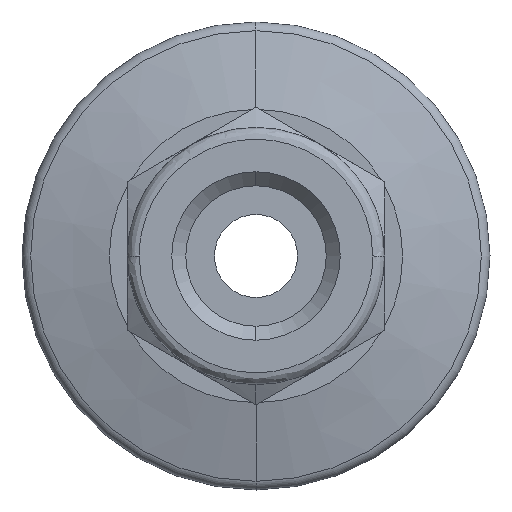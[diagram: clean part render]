
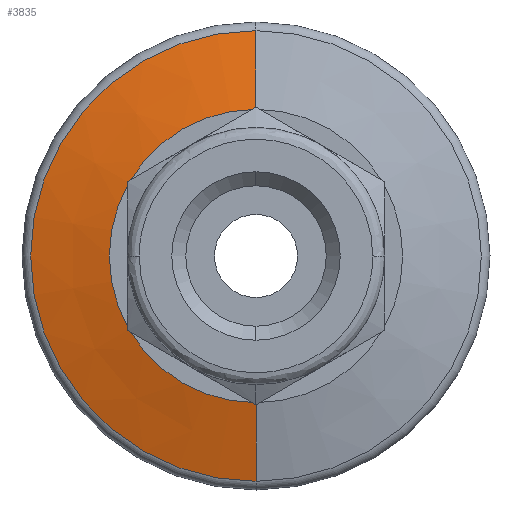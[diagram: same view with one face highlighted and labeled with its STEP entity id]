
A CAD part, left-side view. The second image highlights one B-rep face of the part: STEP entity #3835.
In plain terms, the highlighted conical face has half-angle 75 degrees and reference radius 12.535 mm.
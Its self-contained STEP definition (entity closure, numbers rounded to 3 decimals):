
#106 = VECTOR ( 'NONE', #669, 1000. ) ;
#280 = ORIENTED_EDGE ( 'NONE', *, *, #3367, .T. ) ;
#543 = ORIENTED_EDGE ( 'NONE', *, *, #3100, .F. ) ;
#558 = CARTESIAN_POINT ( 'NONE',  ( 1.802, 0., 0. ) ) ;
#578 = FACE_OUTER_BOUND ( 'NONE', #3149, .T. ) ;
#669 = DIRECTION ( 'NONE',  ( 0.259, 0., -0.966 ) ) ;
#856 = DIRECTION ( 'NONE',  ( 0., 0., -1. ) ) ;
#933 = CARTESIAN_POINT ( 'NONE',  ( 0., 0., -12.535 ) ) ;
#947 = LINE ( 'NONE', #933, #106 ) ;
#1104 = CARTESIAN_POINT ( 'NONE',  ( 0., 0., -12.535 ) ) ;
#1248 = DIRECTION ( 'NONE',  ( 1., 0., 0. ) ) ;
#1320 = ORIENTED_EDGE ( 'NONE', *, *, #3318, .T. ) ;
#1363 = VECTOR ( 'NONE', #3077, 1000. ) ;
#1388 = AXIS2_PLACEMENT_3D ( 'NONE', #2825, #3120, #2225 ) ;
#1413 = CIRCLE ( 'NONE', #3882, 12.535 ) ;
#1567 = CARTESIAN_POINT ( 'NONE',  ( 0., 0., 12.535 ) ) ;
#1581 = AXIS2_PLACEMENT_3D ( 'NONE', #558, #2687, #856 ) ;
#1618 = VERTEX_POINT ( 'NONE', #1104 ) ;
#1757 = ORIENTED_EDGE ( 'NONE', *, *, #3467, .F. ) ;
#1849 = CONICAL_SURFACE ( 'NONE', #1388, 12.535, 1.309 ) ;
#2033 = VERTEX_POINT ( 'NONE', #3979 ) ;
#2203 = LINE ( 'NONE', #1567, #1363 ) ;
#2225 = DIRECTION ( 'NONE',  ( 0., 0., -1. ) ) ;
#2417 = CARTESIAN_POINT ( 'NONE',  ( 1.802, 0., 19.259 ) ) ;
#2497 = CARTESIAN_POINT ( 'NONE',  ( 0., 0., 12.535 ) ) ;
#2654 = VERTEX_POINT ( 'NONE', #2497 ) ;
#2687 = DIRECTION ( 'NONE',  ( 1., 0., 0. ) ) ;
#2825 = CARTESIAN_POINT ( 'NONE',  ( 0., 0., 0. ) ) ;
#3077 = DIRECTION ( 'NONE',  ( 0.259, 0., 0.966 ) ) ;
#3086 = CARTESIAN_POINT ( 'NONE',  ( 0., 0., 0. ) ) ;
#3100 = EDGE_CURVE ( 'NONE', #1618, #2033, #947, .T. ) ;
#3120 = DIRECTION ( 'NONE',  ( 1., 0., 0. ) ) ;
#3149 = EDGE_LOOP ( 'NONE', ( #1320, #280, #1757, #543 ) ) ;
#3269 = CIRCLE ( 'NONE', #1581, 19.259 ) ;
#3318 = EDGE_CURVE ( 'NONE', #1618, #2654, #1413, .T. ) ;
#3367 = EDGE_CURVE ( 'NONE', #2654, #3476, #2203, .T. ) ;
#3380 = DIRECTION ( 'NONE',  ( 0., 0., -1. ) ) ;
#3467 = EDGE_CURVE ( 'NONE', #2033, #3476, #3269, .T. ) ;
#3476 = VERTEX_POINT ( 'NONE', #2417 ) ;
#3835 = ADVANCED_FACE ( 'NONE', ( #578 ), #1849, .T. ) ;
#3882 = AXIS2_PLACEMENT_3D ( 'NONE', #3086, #1248, #3380 ) ;
#3979 = CARTESIAN_POINT ( 'NONE',  ( 1.802, 0., -19.259 ) ) ;
